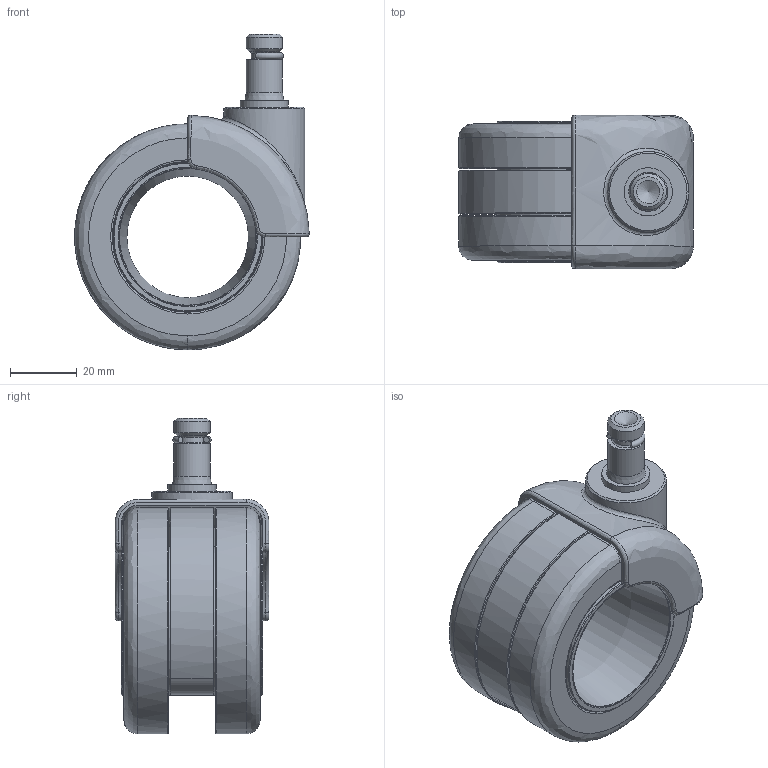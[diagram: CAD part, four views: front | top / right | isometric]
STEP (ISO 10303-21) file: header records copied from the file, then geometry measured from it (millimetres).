
FILE_DESCRIPTION (( 'STEP AP214' ), '1' );
FILE_NAME ('caster with hole.STEP', '2015-12-02T13:52:06', ( '' ), ( '' ), 'SwSTEP 2.0', 'SolidWorks 2013', '' );
FILE_SCHEMA (( 'AUTOMOTIVE_DESIGN' ));
Length unit declared in the file: millimetre
Products named in the file (3): caster with hole; Rolle_65mm_12_Bolzen; rolle
Assembly tree (2 placements, depth 2):
  caster with hole
    rolle
    Rolle_65mm_12_Bolzen
Bounding box: 70.57 x 46.2 x 95 mm (x, y, z)
Volume: 109323.4 mm3; surface area: 38883.6 mm2
Topology: 2 solids, 3 shells, 118 faces, 298 edges, 186 vertices
Faces by surface type: bspline 53, cylinder 27, plane 26, cone 7, torus 5
Full cylindrical faces by diameter (mm): 7.8 x1, 10 x3, 10.9 x2, 14.5 x1, 24.3 x1, 44.888 x1
Entity records: 10188 total; most frequent: CARTESIAN_POINT 6684, ORIENTED_EDGE 540, DIRECTION 340, EDGE_CURVE 270, VERTEX_POINT 179, EDGE_LOOP 153, AXIS2_PLACEMENT_3D 141, FACE_OUTER_BOUND 132
